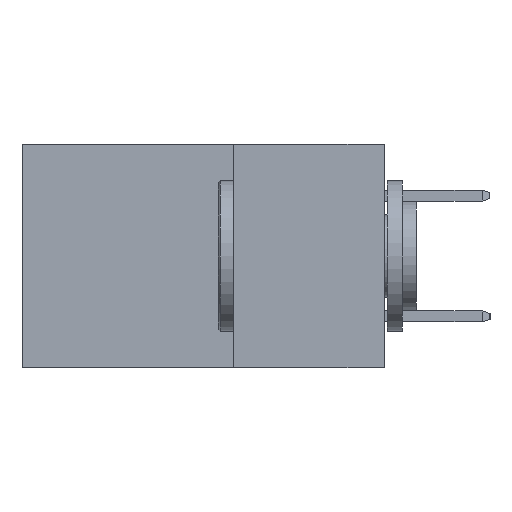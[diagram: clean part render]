
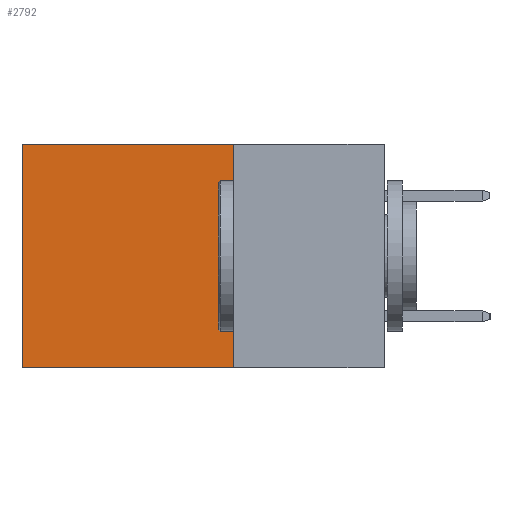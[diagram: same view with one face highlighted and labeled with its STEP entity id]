
A CAD part, left-side view. The second image highlights one B-rep face of the part: STEP entity #2792.
In plain terms, the highlighted planar face has unit normal (-1, 0, 0).
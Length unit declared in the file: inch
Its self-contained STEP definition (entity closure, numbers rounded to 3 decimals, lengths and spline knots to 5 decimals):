
#160 = LINE ( 'NONE', #3825, #8924 ) ;
#982 = VECTOR ( 'NONE', #12380, 39.37008 ) ;
#1532 = DIRECTION ( 'NONE',  ( 1., 0., 0. ) ) ;
#1600 = DIRECTION ( 'NONE',  ( 0., 0., -1. ) ) ;
#1703 = LINE ( 'NONE', #10274, #13241 ) ;
#1785 = CARTESIAN_POINT ( 'NONE',  ( 0.2615, 0.25, -0.37 ) ) ;
#1803 = PLANE ( 'NONE',  #1955 ) ;
#1955 = AXIS2_PLACEMENT_3D ( 'NONE', #1785, #1532, #1600 ) ;
#2602 = ORIENTED_EDGE ( 'NONE', *, *, #5656, .T. ) ;
#2792 = ADVANCED_FACE ( 'NONE', ( #7372 ), #1803, .F. ) ;
#3485 = VERTEX_POINT ( 'NONE', #4816 ) ;
#3694 = DIRECTION ( 'NONE',  ( 0., 1., 0. ) ) ;
#3825 = CARTESIAN_POINT ( 'NONE',  ( 0.2615, 0.25, 0. ) ) ;
#4139 = CARTESIAN_POINT ( 'NONE',  ( 0.2615, 0.25, -0.37 ) ) ;
#4163 = DIRECTION ( 'NONE',  ( 0., 1., 0. ) ) ;
#4466 = LINE ( 'NONE', #12608, #982 ) ;
#4816 = CARTESIAN_POINT ( 'NONE',  ( 0.2615, 0.6, 0. ) ) ;
#5438 = CARTESIAN_POINT ( 'NONE',  ( 0.2615, 0.25, -0.37 ) ) ;
#5656 = EDGE_CURVE ( 'NONE', #7572, #3485, #160, .T. ) ;
#6211 = ORIENTED_EDGE ( 'NONE', *, *, #9316, .T. ) ;
#6219 = CARTESIAN_POINT ( 'NONE',  ( 0.2615, 0.25, 0. ) ) ;
#6787 = EDGE_LOOP ( 'NONE', ( #6211, #11472, #12889, #2602 ) ) ;
#7139 = EDGE_CURVE ( 'NONE', #7572, #13081, #1703, .T. ) ;
#7372 = FACE_OUTER_BOUND ( 'NONE', #6787, .T. ) ;
#7572 = VERTEX_POINT ( 'NONE', #6219 ) ;
#8924 = VECTOR ( 'NONE', #3694, 39.37008 ) ;
#9046 = VERTEX_POINT ( 'NONE', #13827 ) ;
#9316 = EDGE_CURVE ( 'NONE', #3485, #9046, #4466, .T. ) ;
#10133 = DIRECTION ( 'NONE',  ( 0., 0., -1. ) ) ;
#10274 = CARTESIAN_POINT ( 'NONE',  ( 0.2615, 0.25, -0.37 ) ) ;
#10727 = EDGE_CURVE ( 'NONE', #13081, #9046, #10846, .T. ) ;
#10846 = LINE ( 'NONE', #4139, #13014 ) ;
#11472 = ORIENTED_EDGE ( 'NONE', *, *, #10727, .F. ) ;
#12380 = DIRECTION ( 'NONE',  ( 0., 0., -1. ) ) ;
#12608 = CARTESIAN_POINT ( 'NONE',  ( 0.2615, 0.6, -0.37 ) ) ;
#12889 = ORIENTED_EDGE ( 'NONE', *, *, #7139, .F. ) ;
#13014 = VECTOR ( 'NONE', #4163, 39.37008 ) ;
#13081 = VERTEX_POINT ( 'NONE', #5438 ) ;
#13241 = VECTOR ( 'NONE', #10133, 39.37008 ) ;
#13827 = CARTESIAN_POINT ( 'NONE',  ( 0.2615, 0.6, -0.37 ) ) ;
